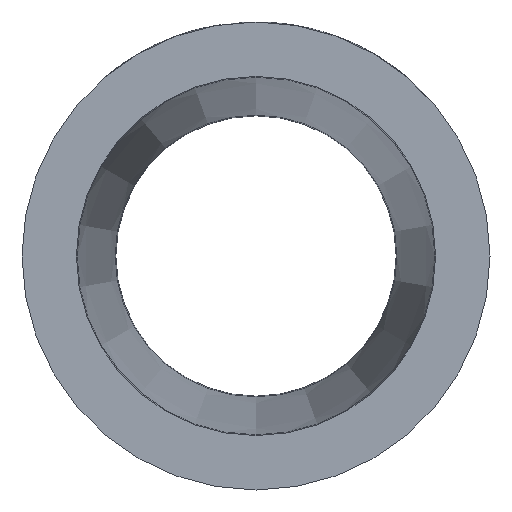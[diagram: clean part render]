
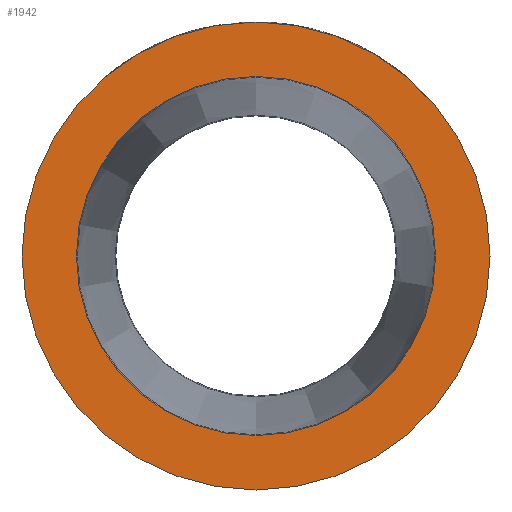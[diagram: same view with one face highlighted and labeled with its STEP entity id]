
A CAD part, front view. The second image highlights one B-rep face of the part: STEP entity #1942.
In plain terms, the highlighted planar face has unit normal (0, -1, 0).
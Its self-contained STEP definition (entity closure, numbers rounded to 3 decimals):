
#32 = CARTESIAN_POINT ( 'NONE',  ( 0., 0., -8.6 ) ) ;
#545 = DIRECTION ( 'NONE',  ( 0., 1., 0. ) ) ;
#1178 = EDGE_LOOP ( 'NONE', ( #2658 ) ) ;
#1772 = AXIS2_PLACEMENT_3D ( 'NONE', #4974, #7072, #2548 ) ;
#1850 = PLANE ( 'NONE',  #6304 ) ;
#1942 = ADVANCED_FACE ( 'NONE', ( #8132, #4012 ), #1850, .F. ) ;
#2301 = ORIENTED_EDGE ( 'NONE', *, *, #3756, .T. ) ;
#2548 = DIRECTION ( 'NONE',  ( 0., 0., -1. ) ) ;
#2658 = ORIENTED_EDGE ( 'NONE', *, *, #6254, .F. ) ;
#3756 = EDGE_CURVE ( 'NONE', #8878, #8878, #9527, .T. ) ;
#4012 = FACE_OUTER_BOUND ( 'NONE', #8765, .T. ) ;
#4287 = CARTESIAN_POINT ( 'NONE',  ( -8.6, 0., 0. ) ) ;
#4874 = CIRCLE ( 'NONE', #1772, 6.6 ) ;
#4967 = AXIS2_PLACEMENT_3D ( 'NONE', #6632, #7277, #5082 ) ;
#4974 = CARTESIAN_POINT ( 'NONE',  ( 0., 0., 0. ) ) ;
#5082 = DIRECTION ( 'NONE',  ( 0., 0., -1. ) ) ;
#5623 = VERTEX_POINT ( 'NONE', #6789 ) ;
#6254 = EDGE_CURVE ( 'NONE', #5623, #5623, #4874, .T. ) ;
#6304 = AXIS2_PLACEMENT_3D ( 'NONE', #4287, #545, #9591 ) ;
#6632 = CARTESIAN_POINT ( 'NONE',  ( 0., 0., 0. ) ) ;
#6789 = CARTESIAN_POINT ( 'NONE',  ( 0., 0., -6.6 ) ) ;
#7072 = DIRECTION ( 'NONE',  ( 0., -1., 0. ) ) ;
#7277 = DIRECTION ( 'NONE',  ( 0., -1., 0. ) ) ;
#8132 = FACE_BOUND ( 'NONE', #1178, .T. ) ;
#8765 = EDGE_LOOP ( 'NONE', ( #2301 ) ) ;
#8878 = VERTEX_POINT ( 'NONE', #32 ) ;
#9527 = CIRCLE ( 'NONE', #4967, 8.6 ) ;
#9591 = DIRECTION ( 'NONE',  ( 0., 0., 1. ) ) ;
